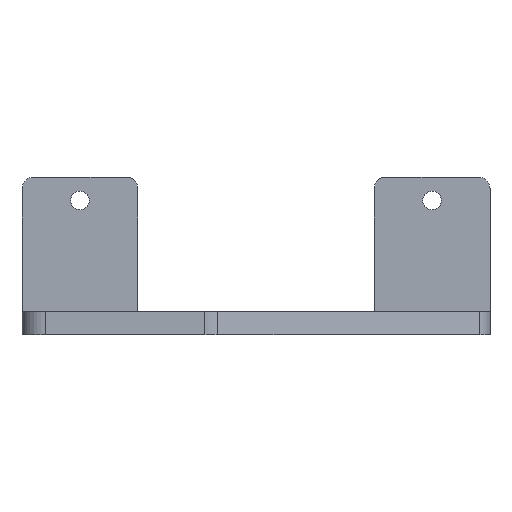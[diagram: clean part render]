
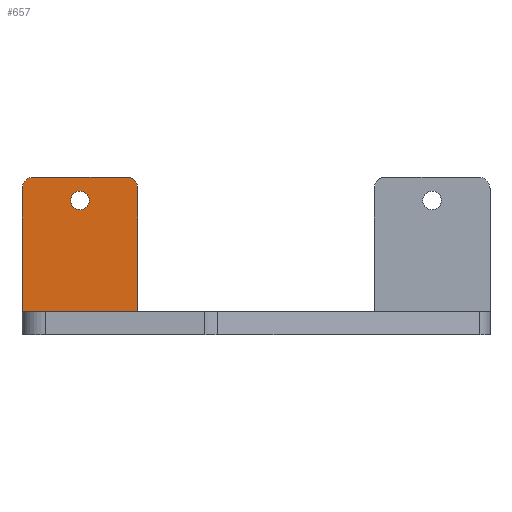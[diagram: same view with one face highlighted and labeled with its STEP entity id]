
A CAD part, front view. The second image highlights one B-rep face of the part: STEP entity #657.
In plain terms, the highlighted planar face has unit normal (0, -1, 0).
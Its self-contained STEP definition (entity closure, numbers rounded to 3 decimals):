
#472=PLANE('',#1576);
#498=LINE('',#1999,#574);
#503=LINE('',#2039,#579);
#530=LINE('',#2132,#606);
#531=LINE('',#2136,#607);
#574=VECTOR('',#1668,1.);
#579=VECTOR('',#1705,1.);
#606=VECTOR('',#1794,1.);
#607=VECTOR('',#1797,1.);
#657=ADVANCED_FACE('',(#778,#779),#472,.F.);
#778=FACE_BOUND('',#864,.T.);
#779=FACE_BOUND('',#865,.T.);
#864=EDGE_LOOP('',(#1030));
#865=EDGE_LOOP('',(#1031,#1032,#1033,#1034,#1035,#1036));
#1030=ORIENTED_EDGE('',*,*,#1393,.T.);
#1031=ORIENTED_EDGE('',*,*,#1394,.F.);
#1032=ORIENTED_EDGE('',*,*,#1395,.T.);
#1033=ORIENTED_EDGE('',*,*,#1349,.T.);
#1034=ORIENTED_EDGE('',*,*,#1329,.F.);
#1035=ORIENTED_EDGE('',*,*,#1396,.F.);
#1036=ORIENTED_EDGE('',*,*,#1397,.T.);
#1223=VERTEX_POINT('',#1998);
#1224=VERTEX_POINT('',#2000);
#1243=VERTEX_POINT('',#2040);
#1277=VERTEX_POINT('',#2131);
#1278=VERTEX_POINT('',#2133);
#1279=VERTEX_POINT('',#2134);
#1280=VERTEX_POINT('',#2137);
#1329=EDGE_CURVE('',#1223,#1224,#498,.T.);
#1349=EDGE_CURVE('',#1243,#1224,#503,.T.);
#1393=EDGE_CURVE('',#1277,#1277,#1495,.T.);
#1394=EDGE_CURVE('',#1278,#1279,#530,.T.);
#1395=EDGE_CURVE('',#1278,#1243,#1496,.T.);
#1396=EDGE_CURVE('',#1280,#1223,#531,.T.);
#1397=EDGE_CURVE('',#1280,#1279,#1497,.T.);
#1495=CIRCLE('',#1573,2.);
#1496=CIRCLE('',#1574,2.5);
#1497=CIRCLE('',#1575,2.5);
#1573=AXIS2_PLACEMENT_3D('',#2130,#1792,#1793);
#1574=AXIS2_PLACEMENT_3D('',#2135,#1795,#1796);
#1575=AXIS2_PLACEMENT_3D('',#2138,#1798,#1799);
#1576=AXIS2_PLACEMENT_3D('',#2139,#1800,#1801);
#1668=DIRECTION('',(-1.,0.,0.));
#1705=DIRECTION('',(0.,0.,-1.));
#1792=DIRECTION('',(0.,1.,0.));
#1793=DIRECTION('',(0.,0.,1.));
#1794=DIRECTION('',(1.,0.,0.));
#1795=DIRECTION('',(0.,-1.,0.));
#1796=DIRECTION('',(-1.,0.,0.));
#1797=DIRECTION('',(0.,0.,-1.));
#1798=DIRECTION('',(0.,-1.,0.));
#1799=DIRECTION('',(-1.,0.,0.));
#1800=DIRECTION('',(0.,1.,0.));
#1801=DIRECTION('',(-1.,0.,0.));
#1998=CARTESIAN_POINT('',(25.,48.,5.));
#1999=CARTESIAN_POINT('',(0.,48.,5.));
#2000=CARTESIAN_POINT('',(0.,48.,5.));
#2039=CARTESIAN_POINT('',(0.,48.,11.));
#2040=CARTESIAN_POINT('',(0.,48.,31.5));
#2130=CARTESIAN_POINT('',(12.5,48.,29.));
#2131=CARTESIAN_POINT('',(12.5,48.,31.));
#2132=CARTESIAN_POINT('',(0.,48.,34.));
#2133=CARTESIAN_POINT('',(2.5,48.,34.));
#2134=CARTESIAN_POINT('',(22.5,48.,34.));
#2135=CARTESIAN_POINT('',(2.5,48.,31.5));
#2136=CARTESIAN_POINT('',(25.,48.,11.));
#2137=CARTESIAN_POINT('',(25.,48.,31.5));
#2138=CARTESIAN_POINT('',(22.5,48.,31.5));
#2139=CARTESIAN_POINT('',(0.,48.,11.));
